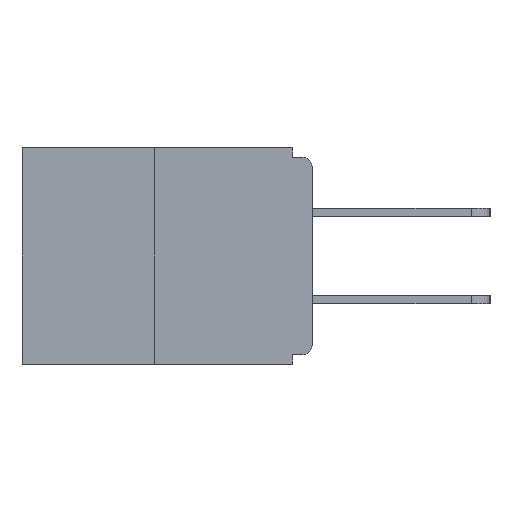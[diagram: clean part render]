
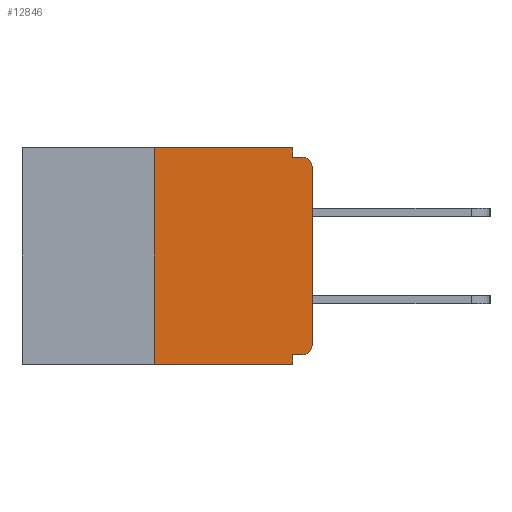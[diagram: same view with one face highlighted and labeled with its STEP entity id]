
A CAD part, left-side view. The second image highlights one B-rep face of the part: STEP entity #12846.
In plain terms, the highlighted planar face has unit normal (-1, 0, 0).
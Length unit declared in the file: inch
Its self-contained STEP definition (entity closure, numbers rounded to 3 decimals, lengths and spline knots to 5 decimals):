
#525 = DIRECTION ( 'NONE',  ( 0., -1., 0. ) ) ;
#538 = EDGE_CURVE ( 'NONE', #20307, #12670, #24300, .T. ) ;
#974 = DIRECTION ( 'NONE',  ( 0., 0., -1. ) ) ;
#1244 = VECTOR ( 'NONE', #525, 39.37008 ) ;
#1356 = CARTESIAN_POINT ( 'NONE',  ( 0., 0.031, 0. ) ) ;
#1518 = VECTOR ( 'NONE', #1923, 39.37008 ) ;
#1737 = DIRECTION ( 'NONE',  ( 0., 0., 1. ) ) ;
#1830 = DIRECTION ( 'NONE',  ( -1., 0., 0. ) ) ;
#1923 = DIRECTION ( 'NONE',  ( 0., 0., -1. ) ) ;
#2097 = EDGE_CURVE ( 'NONE', #5268, #6520, #21632, .T. ) ;
#2102 = EDGE_CURVE ( 'NONE', #12853, #23944, #3521, .T. ) ;
#2735 = VERTEX_POINT ( 'NONE', #12506 ) ;
#2827 = CARTESIAN_POINT ( 'NONE',  ( 0., 0.031, -0.015 ) ) ;
#2873 = VECTOR ( 'NONE', #19478, 39.37008 ) ;
#2930 = EDGE_CURVE ( 'NONE', #5268, #6760, #11816, .T. ) ;
#3230 = AXIS2_PLACEMENT_3D ( 'NONE', #12672, #5504, #10775 ) ;
#3309 = LINE ( 'NONE', #6656, #9501 ) ;
#3346 = ORIENTED_EDGE ( 'NONE', *, *, #10317, .T. ) ;
#3521 = LINE ( 'NONE', #22326, #6403 ) ;
#3853 = ORIENTED_EDGE ( 'NONE', *, *, #8291, .F. ) ;
#4622 = CARTESIAN_POINT ( 'NONE',  ( 0., 0.25, 0. ) ) ;
#5188 = CARTESIAN_POINT ( 'NONE',  ( 0., 0.031, -0.343 ) ) ;
#5207 = DIRECTION ( 'NONE',  ( 1., 0., 0. ) ) ;
#5268 = VERTEX_POINT ( 'NONE', #16808 ) ;
#5504 = DIRECTION ( 'NONE',  ( -1., 0., 0. ) ) ;
#6403 = VECTOR ( 'NONE', #7257, 39.37008 ) ;
#6520 = VERTEX_POINT ( 'NONE', #23352 ) ;
#6656 = CARTESIAN_POINT ( 'NONE',  ( 0., 0.46, -0.343 ) ) ;
#6760 = VERTEX_POINT ( 'NONE', #11299 ) ;
#7063 = PLANE ( 'NONE',  #13221 ) ;
#7128 = ORIENTED_EDGE ( 'NONE', *, *, #19139, .F. ) ;
#7173 = CARTESIAN_POINT ( 'NONE',  ( 0., 0.031, -0.343 ) ) ;
#7257 = DIRECTION ( 'NONE',  ( 0., 0., 1. ) ) ;
#7576 = DIRECTION ( 'NONE',  ( 0., 0., -1. ) ) ;
#7700 = ORIENTED_EDGE ( 'NONE', *, *, #2102, .F. ) ;
#8291 = EDGE_CURVE ( 'NONE', #12670, #18924, #15436, .T. ) ;
#8582 = CIRCLE ( 'NONE', #24637, 0.015 ) ;
#9501 = VECTOR ( 'NONE', #16591, 39.37008 ) ;
#9587 = EDGE_LOOP ( 'NONE', ( #14104, #7700, #3346, #7128, #23870, #21752, #21762, #10262, #3853, #19212 ) ) ;
#9693 = CARTESIAN_POINT ( 'NONE',  ( 0., 0.015, -0.015 ) ) ;
#9770 = CARTESIAN_POINT ( 'NONE',  ( 0., 0., -0.015 ) ) ;
#10262 = ORIENTED_EDGE ( 'NONE', *, *, #24165, .T. ) ;
#10317 = EDGE_CURVE ( 'NONE', #12853, #20424, #3309, .T. ) ;
#10775 = DIRECTION ( 'NONE',  ( 0., 0., -1. ) ) ;
#11190 = LINE ( 'NONE', #5188, #1518 ) ;
#11299 = CARTESIAN_POINT ( 'NONE',  ( 0., 0.031, -0.328 ) ) ;
#11816 = LINE ( 'NONE', #14184, #2873 ) ;
#12506 = CARTESIAN_POINT ( 'NONE',  ( 0., 0., -0.03 ) ) ;
#12670 = VERTEX_POINT ( 'NONE', #2827 ) ;
#12672 = CARTESIAN_POINT ( 'NONE',  ( 0., 0.015, -0.313 ) ) ;
#12846 = ADVANCED_FACE ( 'NONE', ( #15224 ), #7063, .F. ) ;
#12853 = VERTEX_POINT ( 'NONE', #13467 ) ;
#13017 = LINE ( 'NONE', #20660, #13201 ) ;
#13201 = VECTOR ( 'NONE', #1737, 39.37008 ) ;
#13221 = AXIS2_PLACEMENT_3D ( 'NONE', #22390, #5207, #18629 ) ;
#13368 = EDGE_CURVE ( 'NONE', #23944, #20307, #23083, .T. ) ;
#13467 = CARTESIAN_POINT ( 'NONE',  ( 0., 0.25, -0.343 ) ) ;
#13708 = EDGE_CURVE ( 'NONE', #6520, #2735, #13017, .T. ) ;
#14104 = ORIENTED_EDGE ( 'NONE', *, *, #13368, .F. ) ;
#14184 = CARTESIAN_POINT ( 'NONE',  ( 0., 0., -0.328 ) ) ;
#14892 = VECTOR ( 'NONE', #23075, 39.37008 ) ;
#15224 = FACE_OUTER_BOUND ( 'NONE', #9587, .T. ) ;
#15436 = LINE ( 'NONE', #9770, #14892 ) ;
#16591 = DIRECTION ( 'NONE',  ( 0., -1., 0. ) ) ;
#16808 = CARTESIAN_POINT ( 'NONE',  ( 0., 0.015, -0.328 ) ) ;
#17200 = VECTOR ( 'NONE', #974, 39.37008 ) ;
#17202 = CARTESIAN_POINT ( 'NONE',  ( 0., 0.46, 0. ) ) ;
#17989 = CARTESIAN_POINT ( 'NONE',  ( 0., 0.031, 0. ) ) ;
#18629 = DIRECTION ( 'NONE',  ( 0., 0., -1. ) ) ;
#18924 = VERTEX_POINT ( 'NONE', #9693 ) ;
#19139 = EDGE_CURVE ( 'NONE', #6760, #20424, #11190, .T. ) ;
#19212 = ORIENTED_EDGE ( 'NONE', *, *, #538, .F. ) ;
#19478 = DIRECTION ( 'NONE',  ( 0., 1., 0. ) ) ;
#20307 = VERTEX_POINT ( 'NONE', #17989 ) ;
#20424 = VERTEX_POINT ( 'NONE', #7173 ) ;
#20660 = CARTESIAN_POINT ( 'NONE',  ( 0., 0., 0. ) ) ;
#20880 = CARTESIAN_POINT ( 'NONE',  ( 0., 0.015, -0.03 ) ) ;
#21632 = CIRCLE ( 'NONE', #3230, 0.015 ) ;
#21752 = ORIENTED_EDGE ( 'NONE', *, *, #2097, .T. ) ;
#21762 = ORIENTED_EDGE ( 'NONE', *, *, #13708, .T. ) ;
#22326 = CARTESIAN_POINT ( 'NONE',  ( 0., 0.25, 0. ) ) ;
#22390 = CARTESIAN_POINT ( 'NONE',  ( 0., 0.46, 0. ) ) ;
#23075 = DIRECTION ( 'NONE',  ( 0., -1., 0. ) ) ;
#23083 = LINE ( 'NONE', #17202, #1244 ) ;
#23352 = CARTESIAN_POINT ( 'NONE',  ( 0., 0., -0.313 ) ) ;
#23870 = ORIENTED_EDGE ( 'NONE', *, *, #2930, .F. ) ;
#23944 = VERTEX_POINT ( 'NONE', #4622 ) ;
#24165 = EDGE_CURVE ( 'NONE', #2735, #18924, #8582, .T. ) ;
#24300 = LINE ( 'NONE', #1356, #17200 ) ;
#24637 = AXIS2_PLACEMENT_3D ( 'NONE', #20880, #1830, #7576 ) ;
